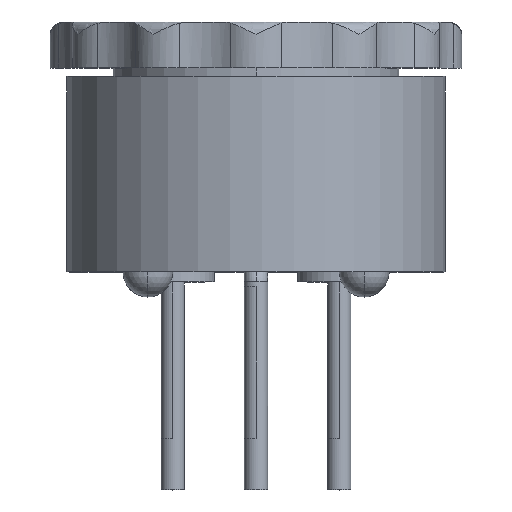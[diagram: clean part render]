
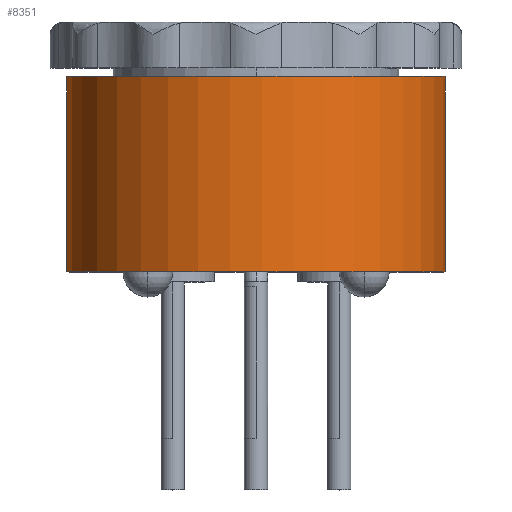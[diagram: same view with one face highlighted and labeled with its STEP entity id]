
A CAD part, top view. The second image highlights one B-rep face of the part: STEP entity #8351.
In plain terms, the highlighted cylindrical face has radius 5.779 mm (diameter 11.557 mm), a partial arc.
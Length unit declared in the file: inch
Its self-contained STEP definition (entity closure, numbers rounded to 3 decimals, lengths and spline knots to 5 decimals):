
#1=DIRECTION('',(0.,1.,0.));
#2=VECTOR('',#1,0.21);
#3=CARTESIAN_POINT('',(-0.2275,-0.21,0.));
#4=LINE('',#3,#2);
#5=DIRECTION('',(0.,-1.,0.));
#6=VECTOR('',#5,0.025);
#7=CARTESIAN_POINT('',(0.2275,0.025,0.));
#8=LINE('',#7,#6);
#9=DIRECTION('',(0.,-1.,0.));
#10=VECTOR('',#9,0.21);
#11=CARTESIAN_POINT('',(0.2275,0.,0.));
#12=LINE('',#11,#10);
#13=DIRECTION('',(0.,-1.,0.));
#14=VECTOR('',#13,0.025);
#15=CARTESIAN_POINT('',(-0.2275,0.025,0.));
#16=LINE('',#15,#14);
#17=CARTESIAN_POINT('',(0.,0.025,0.));
#18=DIRECTION('',(0.,-1.,0.));
#19=DIRECTION('',(1.,0.,0.));
#20=AXIS2_PLACEMENT_3D('',#17,#18,#19);
#22=CARTESIAN_POINT('',(0.,0.025,0.));
#23=DIRECTION('',(0.,-1.,0.));
#24=DIRECTION('',(-0.998,0.,0.063));
#25=AXIS2_PLACEMENT_3D('',#22,#23,#24);
#5411=CARTESIAN_POINT('',(0.,-0.21,0.));
#5412=DIRECTION('',(0.,1.,0.));
#5413=DIRECTION('',(-1.,0.,0.));
#5414=AXIS2_PLACEMENT_3D('',#5411,#5412,#5413);
#5416=CARTESIAN_POINT('',(0.,-0.21,0.));
#5417=DIRECTION('',(0.,1.,0.));
#5418=DIRECTION('',(-0.998,0.,0.063));
#5419=AXIS2_PLACEMENT_3D('',#5416,#5417,#5418);
#6347=CARTESIAN_POINT('',(-0.2275,-0.21,0.));
#6348=CARTESIAN_POINT('',(-0.2275,0.,0.));
#6349=VERTEX_POINT('',#6347);
#6350=VERTEX_POINT('',#6348);
#6351=CARTESIAN_POINT('',(-0.2275,0.025,0.));
#6352=VERTEX_POINT('',#6351);
#6353=CARTESIAN_POINT('',(0.2275,0.025,0.));
#6354=CARTESIAN_POINT('',(-0.22705,0.025,0.01428));
#6355=VERTEX_POINT('',#6353);
#6356=VERTEX_POINT('',#6354);
#6357=CARTESIAN_POINT('',(0.2275,0.,0.));
#6358=VERTEX_POINT('',#6357);
#6359=CARTESIAN_POINT('',(0.2275,-0.21,0.));
#6360=VERTEX_POINT('',#6359);
#6361=CARTESIAN_POINT('',(-0.22705,-0.21,0.01428));
#6362=VERTEX_POINT('',#6361);
#8328=CARTESIAN_POINT('',(0.,-0.105,0.));
#8329=DIRECTION('',(0.,-1.,0.));
#8330=DIRECTION('',(0.998,0.,-0.063));
#8331=AXIS2_PLACEMENT_3D('',#8328,#8329,#8330);
#8332=CYLINDRICAL_SURFACE('',#8331,0.2275);
#8334=ORIENTED_EDGE('',*,*,#8333,.T.);
#8336=ORIENTED_EDGE('',*,*,#8335,.F.);
#8338=ORIENTED_EDGE('',*,*,#8337,.F.);
#8340=ORIENTED_EDGE('',*,*,#8339,.F.);
#8342=ORIENTED_EDGE('',*,*,#8341,.T.);
#8344=ORIENTED_EDGE('',*,*,#8343,.T.);
#8346=ORIENTED_EDGE('',*,*,#8345,.F.);
#8348=ORIENTED_EDGE('',*,*,#8347,.F.);
#8349=EDGE_LOOP('',(#8334,#8336,#8338,#8340,#8342,#8344,#8346,#8348));
#8350=FACE_OUTER_BOUND('',#8349,.F.);
#8351=ADVANCED_FACE('',(#8350),#8332,.T.);
#21=CIRCLE('',#20,0.2275);
#26=CIRCLE('',#25,0.2275);
#5415=CIRCLE('',#5414,0.2275);
#5420=CIRCLE('',#5419,0.2275);
#8333=EDGE_CURVE('',#6349,#6350,#4,.T.);
#8335=EDGE_CURVE('',#6352,#6350,#16,.T.);
#8337=EDGE_CURVE('',#6356,#6352,#26,.T.);
#8339=EDGE_CURVE('',#6355,#6356,#21,.T.);
#8341=EDGE_CURVE('',#6355,#6358,#8,.T.);
#8343=EDGE_CURVE('',#6358,#6360,#12,.T.);
#8345=EDGE_CURVE('',#6362,#6360,#5420,.T.);
#8347=EDGE_CURVE('',#6349,#6362,#5415,.T.);
